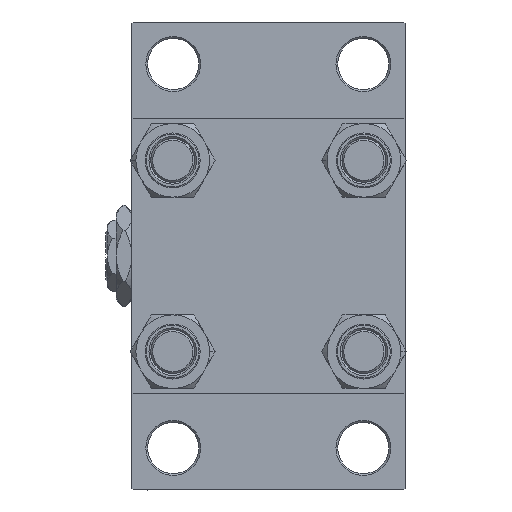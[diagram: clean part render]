
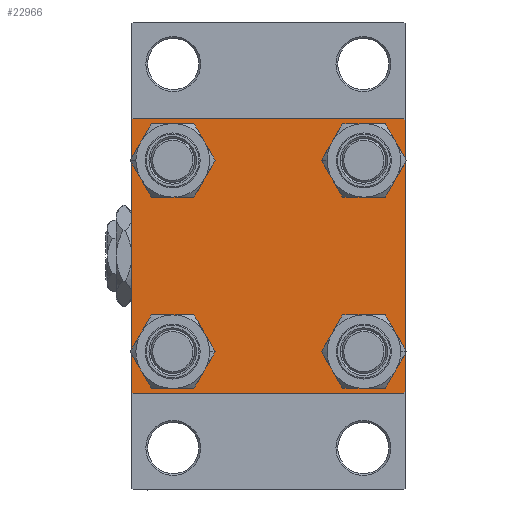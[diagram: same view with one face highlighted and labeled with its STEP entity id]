
A CAD part, left-side view. The second image highlights one B-rep face of the part: STEP entity #22966.
In plain terms, the highlighted planar face has unit normal (-1, 0, 0).
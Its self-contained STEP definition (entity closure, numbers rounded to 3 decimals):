
#130 = ORIENTED_EDGE ( 'NONE', *, *, #25558, .T. ) ;
#962 = LINE ( 'NONE', #4729, #41913 ) ;
#1266 = ORIENTED_EDGE ( 'NONE', *, *, #21906, .T. ) ;
#1937 = EDGE_LOOP ( 'NONE', ( #43744, #35168, #15590, #12245, #31093, #43157, #47992, #26609 ) ) ;
#2706 = VERTEX_POINT ( 'NONE', #17111 ) ;
#3809 = EDGE_CURVE ( 'NONE', #2706, #39728, #25294, .T. ) ;
#3878 = FACE_OUTER_BOUND ( 'NONE', #1937, .T. ) ;
#4107 = AXIS2_PLACEMENT_3D ( 'NONE', #40083, #36335, #9807 ) ;
#4729 = CARTESIAN_POINT ( 'NONE',  ( 0., 37.5, 37.5 ) ) ;
#5395 = CIRCLE ( 'NONE', #8605, 6.5 ) ;
#5414 = DIRECTION ( 'NONE',  ( 0., 0., 1. ) ) ;
#5877 = CARTESIAN_POINT ( 'NONE',  ( 0., -37.5, 37.5 ) ) ;
#6243 = VECTOR ( 'NONE', #13338, 1000. ) ;
#6280 = CARTESIAN_POINT ( 'NONE',  ( 0., -26.15, 32.65 ) ) ;
#6634 = DIRECTION ( 'NONE',  ( 0., -0.707, -0.707 ) ) ;
#6692 = LINE ( 'NONE', #17741, #16136 ) ;
#7187 = DIRECTION ( 'NONE',  ( 0., 0., -1. ) ) ;
#7195 = EDGE_CURVE ( 'NONE', #39728, #2706, #5395, .T. ) ;
#7627 = FACE_BOUND ( 'NONE', #36915, .T. ) ;
#7713 = CIRCLE ( 'NONE', #36489, 6.5 ) ;
#8605 = AXIS2_PLACEMENT_3D ( 'NONE', #26041, #48326, #37304 ) ;
#9722 = DIRECTION ( 'NONE',  ( 1., 0., 0. ) ) ;
#9807 = DIRECTION ( 'NONE',  ( 0., 0., 1. ) ) ;
#10552 = EDGE_CURVE ( 'NONE', #48466, #22873, #32852, .T. ) ;
#10766 = VERTEX_POINT ( 'NONE', #47708 ) ;
#10829 = DIRECTION ( 'NONE',  ( 1., 0., 0. ) ) ;
#10831 = EDGE_CURVE ( 'NONE', #20093, #18285, #43246, .T. ) ;
#11156 = LINE ( 'NONE', #21916, #11422 ) ;
#11422 = VECTOR ( 'NONE', #6634, 1000. ) ;
#11654 = DIRECTION ( 'NONE',  ( -1., 0., 0. ) ) ;
#12135 = DIRECTION ( 'NONE',  ( 0., 0., 1. ) ) ;
#12245 = ORIENTED_EDGE ( 'NONE', *, *, #14119, .T. ) ;
#12297 = DIRECTION ( 'NONE',  ( 0., 0., 1. ) ) ;
#13338 = DIRECTION ( 'NONE',  ( 0., -1., 0. ) ) ;
#13368 = CARTESIAN_POINT ( 'NONE',  ( 0., -37.25, -37.25 ) ) ;
#14052 = VERTEX_POINT ( 'NONE', #23868 ) ;
#14119 = EDGE_CURVE ( 'NONE', #37840, #10766, #47634, .T. ) ;
#14171 = CARTESIAN_POINT ( 'NONE',  ( 0., -37.5, 37. ) ) ;
#14242 = CARTESIAN_POINT ( 'NONE',  ( 0., -37.25, 37.25 ) ) ;
#14510 = CIRCLE ( 'NONE', #4107, 6.5 ) ;
#14682 = EDGE_CURVE ( 'NONE', #14052, #31768, #14893, .T. ) ;
#14893 = LINE ( 'NONE', #42640, #26483 ) ;
#15590 = ORIENTED_EDGE ( 'NONE', *, *, #37253, .T. ) ;
#15612 = ORIENTED_EDGE ( 'NONE', *, *, #3809, .T. ) ;
#16136 = VECTOR ( 'NONE', #7187, 1000. ) ;
#16219 = CARTESIAN_POINT ( 'NONE',  ( 0., -37., -37.5 ) ) ;
#16928 = VERTEX_POINT ( 'NONE', #14171 ) ;
#17077 = ORIENTED_EDGE ( 'NONE', *, *, #10831, .T. ) ;
#17111 = CARTESIAN_POINT ( 'NONE',  ( 0., 26.15, 19.65 ) ) ;
#17386 = EDGE_LOOP ( 'NONE', ( #17077, #39349 ) ) ;
#17674 = EDGE_CURVE ( 'NONE', #17861, #34159, #11156, .T. ) ;
#17741 = CARTESIAN_POINT ( 'NONE',  ( 0., 37.5, 37.5 ) ) ;
#17861 = VERTEX_POINT ( 'NONE', #26906 ) ;
#18285 = VERTEX_POINT ( 'NONE', #34483 ) ;
#18329 = CARTESIAN_POINT ( 'NONE',  ( 0., 26.15, -26.15 ) ) ;
#18485 = VERTEX_POINT ( 'NONE', #24131 ) ;
#18653 = CARTESIAN_POINT ( 'NONE',  ( 0., 0., 0. ) ) ;
#19046 = DIRECTION ( 'NONE',  ( 1., 0., 0. ) ) ;
#19126 = VECTOR ( 'NONE', #21634, 1000. ) ;
#19348 = VECTOR ( 'NONE', #29496, 1000. ) ;
#20093 = VERTEX_POINT ( 'NONE', #6280 ) ;
#20339 = LINE ( 'NONE', #35596, #6243 ) ;
#20861 = VECTOR ( 'NONE', #28614, 1000. ) ;
#20884 = EDGE_LOOP ( 'NONE', ( #23347, #1266 ) ) ;
#21557 = EDGE_CURVE ( 'NONE', #14052, #33573, #962, .T. ) ;
#21634 = DIRECTION ( 'NONE',  ( 0., 0., -1. ) ) ;
#21906 = EDGE_CURVE ( 'NONE', #22873, #48466, #49082, .T. ) ;
#21916 = CARTESIAN_POINT ( 'NONE',  ( 0., 37.25, -37.25 ) ) ;
#22236 = LINE ( 'NONE', #14242, #19348 ) ;
#22371 = CARTESIAN_POINT ( 'NONE',  ( 0., 26.15, 32.65 ) ) ;
#22647 = CARTESIAN_POINT ( 'NONE',  ( 0., -26.15, -26.15 ) ) ;
#22873 = VERTEX_POINT ( 'NONE', #30417 ) ;
#22909 = FACE_BOUND ( 'NONE', #20884, .T. ) ;
#22966 = ADVANCED_FACE ( 'NONE', ( #41917, #7627, #22909, #38171, #3878 ), #45932, .T. ) ;
#23347 = ORIENTED_EDGE ( 'NONE', *, *, #10552, .T. ) ;
#23868 = CARTESIAN_POINT ( 'NONE',  ( 0., 37., 37.5 ) ) ;
#24131 = CARTESIAN_POINT ( 'NONE',  ( 0., -26.15, -32.65 ) ) ;
#24394 = AXIS2_PLACEMENT_3D ( 'NONE', #18653, #11654, #41416 ) ;
#24447 = CARTESIAN_POINT ( 'NONE',  ( 0., -26.15, 26.15 ) ) ;
#24493 = AXIS2_PLACEMENT_3D ( 'NONE', #37028, #36312, #25765 ) ;
#25294 = CIRCLE ( 'NONE', #24493, 6.5 ) ;
#25469 = CARTESIAN_POINT ( 'NONE',  ( 0., -37., 37.5 ) ) ;
#25558 = EDGE_CURVE ( 'NONE', #29904, #18485, #46745, .T. ) ;
#25663 = AXIS2_PLACEMENT_3D ( 'NONE', #36006, #9722, #47762 ) ;
#25765 = DIRECTION ( 'NONE',  ( 0., 0., 1. ) ) ;
#26041 = CARTESIAN_POINT ( 'NONE',  ( 0., 26.15, 26.15 ) ) ;
#26483 = VECTOR ( 'NONE', #45657, 1000. ) ;
#26588 = CARTESIAN_POINT ( 'NONE',  ( 0., 37., -37.5 ) ) ;
#26609 = ORIENTED_EDGE ( 'NONE', *, *, #14682, .T. ) ;
#26792 = CARTESIAN_POINT ( 'NONE',  ( 0., -26.15, 26.15 ) ) ;
#26906 = CARTESIAN_POINT ( 'NONE',  ( 0., 37.5, -37. ) ) ;
#28614 = DIRECTION ( 'NONE',  ( 0., -0.707, 0.707 ) ) ;
#29031 = CARTESIAN_POINT ( 'NONE',  ( 0., 37.5, 37. ) ) ;
#29136 = AXIS2_PLACEMENT_3D ( 'NONE', #18329, #10829, #37349 ) ;
#29496 = DIRECTION ( 'NONE',  ( 0., 0.707, 0.707 ) ) ;
#29663 = AXIS2_PLACEMENT_3D ( 'NONE', #24447, #39699, #5414 ) ;
#29846 = ORIENTED_EDGE ( 'NONE', *, *, #7195, .T. ) ;
#29904 = VERTEX_POINT ( 'NONE', #40390 ) ;
#30380 = EDGE_CURVE ( 'NONE', #18285, #20093, #7713, .T. ) ;
#30417 = CARTESIAN_POINT ( 'NONE',  ( 0., 26.15, -32.65 ) ) ;
#31093 = ORIENTED_EDGE ( 'NONE', *, *, #39704, .F. ) ;
#31148 = DIRECTION ( 'NONE',  ( 1., 0., 0. ) ) ;
#31768 = VERTEX_POINT ( 'NONE', #29031 ) ;
#32852 = CIRCLE ( 'NONE', #25663, 6.5 ) ;
#32912 = CARTESIAN_POINT ( 'NONE',  ( 0., 26.15, -19.65 ) ) ;
#33573 = VERTEX_POINT ( 'NONE', #25469 ) ;
#34159 = VERTEX_POINT ( 'NONE', #26588 ) ;
#34483 = CARTESIAN_POINT ( 'NONE',  ( 0., -26.15, 19.65 ) ) ;
#35168 = ORIENTED_EDGE ( 'NONE', *, *, #17674, .T. ) ;
#35596 = CARTESIAN_POINT ( 'NONE',  ( 0., 37.5, -37.5 ) ) ;
#36006 = CARTESIAN_POINT ( 'NONE',  ( 0., 26.15, -26.15 ) ) ;
#36312 = DIRECTION ( 'NONE',  ( 1., 0., 0. ) ) ;
#36335 = DIRECTION ( 'NONE',  ( 1., 0., 0. ) ) ;
#36348 = AXIS2_PLACEMENT_3D ( 'NONE', #22647, #31148, #12135 ) ;
#36489 = AXIS2_PLACEMENT_3D ( 'NONE', #26792, #19046, #12297 ) ;
#36915 = EDGE_LOOP ( 'NONE', ( #130, #42853 ) ) ;
#37028 = CARTESIAN_POINT ( 'NONE',  ( 0., 26.15, 26.15 ) ) ;
#37253 = EDGE_CURVE ( 'NONE', #34159, #37840, #20339, .T. ) ;
#37304 = DIRECTION ( 'NONE',  ( 0., 0., 1. ) ) ;
#37349 = DIRECTION ( 'NONE',  ( 0., 0., 1. ) ) ;
#37568 = EDGE_LOOP ( 'NONE', ( #29846, #15612 ) ) ;
#37840 = VERTEX_POINT ( 'NONE', #16219 ) ;
#38171 = FACE_BOUND ( 'NONE', #37568, .T. ) ;
#38769 = DIRECTION ( 'NONE',  ( 0., -1., 0. ) ) ;
#39349 = ORIENTED_EDGE ( 'NONE', *, *, #30380, .T. ) ;
#39699 = DIRECTION ( 'NONE',  ( 1., 0., 0. ) ) ;
#39704 = EDGE_CURVE ( 'NONE', #16928, #10766, #47445, .T. ) ;
#39728 = VERTEX_POINT ( 'NONE', #22371 ) ;
#40083 = CARTESIAN_POINT ( 'NONE',  ( 0., -26.15, -26.15 ) ) ;
#40390 = CARTESIAN_POINT ( 'NONE',  ( 0., -26.15, -19.65 ) ) ;
#41416 = DIRECTION ( 'NONE',  ( 0., 0., 1. ) ) ;
#41913 = VECTOR ( 'NONE', #38769, 1000. ) ;
#41917 = FACE_BOUND ( 'NONE', #17386, .T. ) ;
#42640 = CARTESIAN_POINT ( 'NONE',  ( 0., 37.25, 37.25 ) ) ;
#42853 = ORIENTED_EDGE ( 'NONE', *, *, #44637, .T. ) ;
#43157 = ORIENTED_EDGE ( 'NONE', *, *, #45924, .T. ) ;
#43246 = CIRCLE ( 'NONE', #29663, 6.5 ) ;
#43744 = ORIENTED_EDGE ( 'NONE', *, *, #44983, .T. ) ;
#44637 = EDGE_CURVE ( 'NONE', #18485, #29904, #14510, .T. ) ;
#44983 = EDGE_CURVE ( 'NONE', #31768, #17861, #6692, .T. ) ;
#45657 = DIRECTION ( 'NONE',  ( 0., 0.707, -0.707 ) ) ;
#45924 = EDGE_CURVE ( 'NONE', #16928, #33573, #22236, .T. ) ;
#45932 = PLANE ( 'NONE',  #24394 ) ;
#46745 = CIRCLE ( 'NONE', #36348, 6.5 ) ;
#47445 = LINE ( 'NONE', #5877, #19126 ) ;
#47634 = LINE ( 'NONE', #13368, #20861 ) ;
#47708 = CARTESIAN_POINT ( 'NONE',  ( 0., -37.5, -37. ) ) ;
#47762 = DIRECTION ( 'NONE',  ( 0., 0., 1. ) ) ;
#47992 = ORIENTED_EDGE ( 'NONE', *, *, #21557, .F. ) ;
#48326 = DIRECTION ( 'NONE',  ( 1., 0., 0. ) ) ;
#48466 = VERTEX_POINT ( 'NONE', #32912 ) ;
#49082 = CIRCLE ( 'NONE', #29136, 6.5 ) ;
